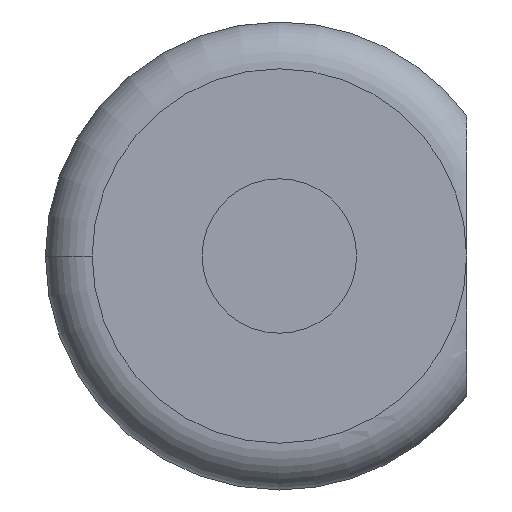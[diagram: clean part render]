
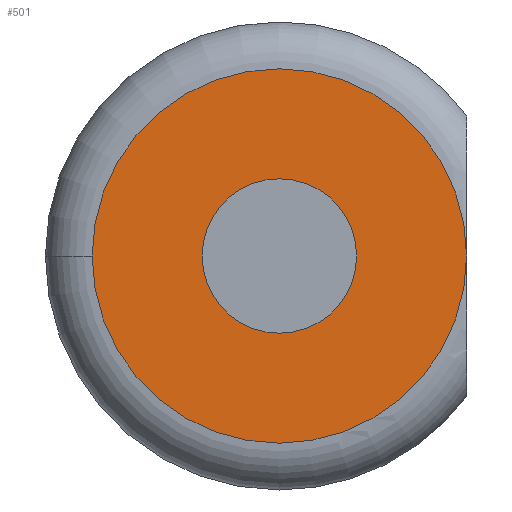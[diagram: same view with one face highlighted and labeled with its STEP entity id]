
A CAD part, front view. The second image highlights one B-rep face of the part: STEP entity #501.
In plain terms, the highlighted planar face has unit normal (0, -1, 0).
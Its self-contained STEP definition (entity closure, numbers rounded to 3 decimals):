
#115=CARTESIAN_POINT('',(0.,-35.15,0.));
#116=DIRECTION('',(0.,-1.,0.));
#117=DIRECTION('',(-1.,0.,0.));
#118=AXIS2_PLACEMENT_3D('',#115,#116,#117);
#124=CARTESIAN_POINT('',(0.,-35.15,0.));
#125=DIRECTION('',(0.,-1.,0.));
#126=DIRECTION('',(0.,0.,1.));
#127=AXIS2_PLACEMENT_3D('',#124,#125,#126);
#132=CARTESIAN_POINT('',(0.,-35.15,0.));
#133=DIRECTION('',(0.,-1.,0.));
#134=DIRECTION('',(1.,0.,0.));
#135=AXIS2_PLACEMENT_3D('',#132,#133,#134);
#140=CARTESIAN_POINT('',(0.,-35.15,0.));
#141=DIRECTION('',(0.,-1.,0.));
#142=DIRECTION('',(0.,0.,-1.));
#143=AXIS2_PLACEMENT_3D('',#140,#141,#142);
#148=CARTESIAN_POINT('',(0.,-35.15,0.));
#149=DIRECTION('',(0.,1.,0.));
#150=DIRECTION('',(0.,0.,1.));
#151=AXIS2_PLACEMENT_3D('',#148,#149,#150);
#156=CARTESIAN_POINT('',(0.,-35.15,0.));
#157=DIRECTION('',(0.,1.,0.));
#158=DIRECTION('',(0.,0.,-1.));
#159=AXIS2_PLACEMENT_3D('',#156,#157,#158);
#384=CARTESIAN_POINT('',(2.,-35.15,0.));
#447=CARTESIAN_POINT('',(-2.,-35.15,0.));
#449=VERTEX_POINT('',#447);
#450=CARTESIAN_POINT('',(0.,-35.15,2.));
#451=VERTEX_POINT('',#450);
#454=VERTEX_POINT('',#384);
#457=CARTESIAN_POINT('',(0.,-35.15,-2.));
#458=VERTEX_POINT('',#457);
#473=CARTESIAN_POINT('',(0.,-35.15,0.825));
#475=VERTEX_POINT('',#473);
#477=CARTESIAN_POINT('',(0.,-35.15,-0.825));
#479=VERTEX_POINT('',#477);
#480=CARTESIAN_POINT('',(0.,-35.15,0.));
#481=DIRECTION('',(0.,-1.,0.));
#482=DIRECTION('',(0.,0.,-1.));
#483=AXIS2_PLACEMENT_3D('',#480,#481,#482);
#484=PLANE('',#483);
#486=ORIENTED_EDGE('',*,*,#485,.F.);
#488=ORIENTED_EDGE('',*,*,#487,.F.);
#490=ORIENTED_EDGE('',*,*,#489,.F.);
#492=ORIENTED_EDGE('',*,*,#491,.F.);
#493=EDGE_LOOP('',(#486,#488,#490,#492));
#494=FACE_OUTER_BOUND('',#493,.F.);
#496=ORIENTED_EDGE('',*,*,#495,.F.);
#498=ORIENTED_EDGE('',*,*,#497,.F.);
#499=EDGE_LOOP('',(#496,#498));
#500=FACE_BOUND('',#499,.F.);
#119=CIRCLE('',#118,2.);
#128=CIRCLE('',#127,2.);
#136=CIRCLE('',#135,2.);
#144=CIRCLE('',#143,2.);
#152=CIRCLE('',#151,0.825);
#160=CIRCLE('',#159,0.825);
#485=EDGE_CURVE('',#449,#458,#119,.T.);
#487=EDGE_CURVE('',#451,#449,#128,.T.);
#489=EDGE_CURVE('',#454,#451,#136,.T.);
#491=EDGE_CURVE('',#458,#454,#144,.T.);
#495=EDGE_CURVE('',#475,#479,#152,.T.);
#497=EDGE_CURVE('',#479,#475,#160,.T.);
#501=ADVANCED_FACE('',(#494,#500),#484,.T.);
